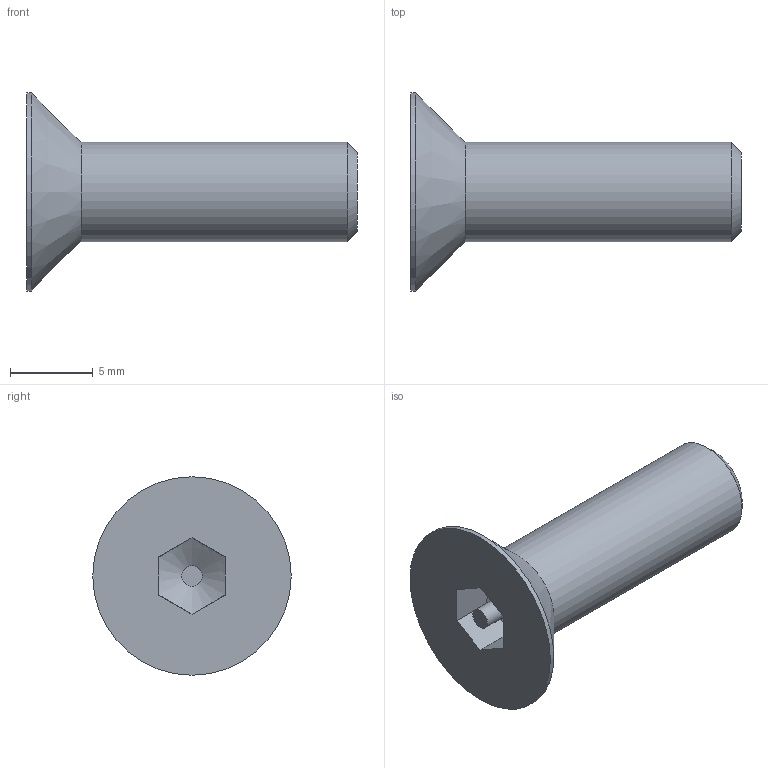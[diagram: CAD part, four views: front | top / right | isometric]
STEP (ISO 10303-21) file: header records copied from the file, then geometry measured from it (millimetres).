
FILE_DESCRIPTION(/* description */ (''),/* implementation_level */ '2;1');
FILE_NAME(/* name */ '17055_KriTec_Sicherheitsschraube_M6x20_VA_aehnlich_DIN_7991.stp',/* time_stamp */ '2014-05-05T15:29:38+02:00',/* author */ ('kostic'),/* organization */ (''),/* preprocessor_version */ 'ST-DEVELOPER v15.2',/* originating_system */ 'Autodesk Inventor 2014',/* authorisation */ '');
FILE_SCHEMA (('AUTOMOTIVE_DESIGN { 1 0 10303 214 3 1 1 }'));
Length unit declared in the file: millimetre
Products named in the file (1): 17055_KriTec_Sicherheitsschraube_M6x20_VA_aehnlich_DIN_7991
Bounding box: 20 x 12 x 12 mm (x, y, z)
Volume: 663.3 mm3; surface area: 632 mm2
Topology: 1 solids, 1 shells, 15 faces, 31 edges, 19 vertices
Faces by surface type: plane 9, cylinder 3, cone 3
Full cylindrical faces by diameter (mm): 1.25 x1, 6 x1, 12 x1
Entity records: 377 total; most frequent: CARTESIAN_POINT 72, DIRECTION 58, ORIENTED_EDGE 50, EDGE_CURVE 25, AXIS2_PLACEMENT_3D 23, EDGE_LOOP 22, VERTEX_POINT 19, FACE_OUTER_BOUND 15
